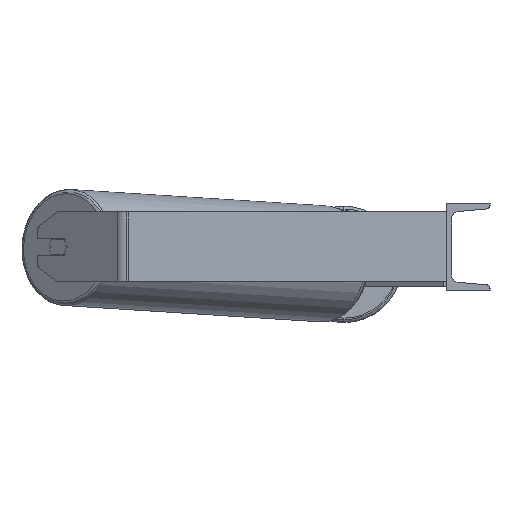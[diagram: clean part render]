
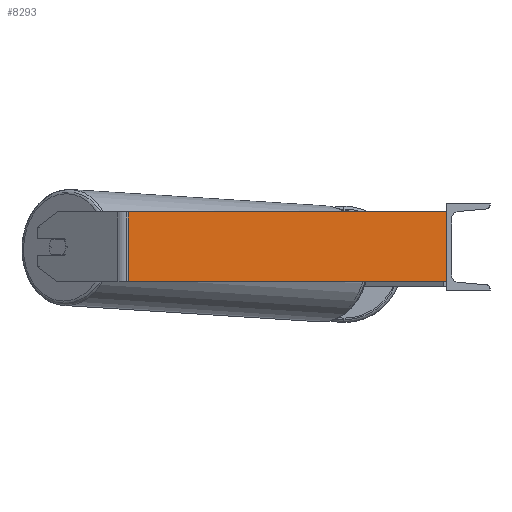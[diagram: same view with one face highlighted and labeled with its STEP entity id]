
A CAD part, left-side view. The second image highlights one B-rep face of the part: STEP entity #8293.
In plain terms, the highlighted planar face has unit normal (-0.996, -0.087, 0).
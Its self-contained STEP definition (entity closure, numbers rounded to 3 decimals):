
#486 = FACE_OUTER_BOUND ( 'NONE', #4083, .T. ) ;
#538 = EDGE_CURVE ( 'NONE', #8810, #4032, #4428, .T. ) ;
#590 = CARTESIAN_POINT ( 'NONE',  ( -716.833, 363.847, 40. ) ) ;
#692 = CARTESIAN_POINT ( 'NONE',  ( -716.833, 363.847, -40. ) ) ;
#774 = ORIENTED_EDGE ( 'NONE', *, *, #6944, .F. ) ;
#874 = VECTOR ( 'NONE', #6424, 1000. ) ;
#1234 = CARTESIAN_POINT ( 'NONE',  ( -717.41, 370.45, 40. ) ) ;
#1984 = ORIENTED_EDGE ( 'NONE', *, *, #3701, .T. ) ;
#2418 = CARTESIAN_POINT ( 'NONE',  ( -685., 0., 40. ) ) ;
#2481 = DIRECTION ( 'NONE',  ( 0.087, -0.996, 0. ) ) ;
#2869 = LINE ( 'NONE', #5670, #3781 ) ;
#3047 = CARTESIAN_POINT ( 'NONE',  ( -716.833, 363.847, 40. ) ) ;
#3049 = AXIS2_PLACEMENT_3D ( 'NONE', #1234, #4694, #3307 ) ;
#3245 = EDGE_CURVE ( 'NONE', #7217, #6750, #3666, .T. ) ;
#3307 = DIRECTION ( 'NONE',  ( -0.087, 0.996, 0. ) ) ;
#3666 = LINE ( 'NONE', #2418, #874 ) ;
#3701 = EDGE_CURVE ( 'NONE', #4032, #6750, #6147, .T. ) ;
#3781 = VECTOR ( 'NONE', #6493, 1000. ) ;
#3880 = VECTOR ( 'NONE', #2481, 1000. ) ;
#4032 = VERTEX_POINT ( 'NONE', #692 ) ;
#4039 = PLANE ( 'NONE',  #3049 ) ;
#4083 = EDGE_LOOP ( 'NONE', ( #1984, #5043, #774, #9036 ) ) ;
#4428 = LINE ( 'NONE', #3047, #6226 ) ;
#4694 = DIRECTION ( 'NONE',  ( 0.996, 0.087, 0. ) ) ;
#5043 = ORIENTED_EDGE ( 'NONE', *, *, #3245, .F. ) ;
#5670 = CARTESIAN_POINT ( 'NONE',  ( -717.41, 370.45, 40. ) ) ;
#5680 = CARTESIAN_POINT ( 'NONE',  ( -685., 0., 40. ) ) ;
#5976 = CARTESIAN_POINT ( 'NONE',  ( -717.41, 370.45, -40. ) ) ;
#6147 = LINE ( 'NONE', #5976, #3880 ) ;
#6226 = VECTOR ( 'NONE', #6434, 1000. ) ;
#6424 = DIRECTION ( 'NONE',  ( 0., 0., -1. ) ) ;
#6434 = DIRECTION ( 'NONE',  ( 0., 0., -1. ) ) ;
#6493 = DIRECTION ( 'NONE',  ( 0.087, -0.996, 0. ) ) ;
#6750 = VERTEX_POINT ( 'NONE', #8592 ) ;
#6944 = EDGE_CURVE ( 'NONE', #8810, #7217, #2869, .T. ) ;
#7217 = VERTEX_POINT ( 'NONE', #5680 ) ;
#8293 = ADVANCED_FACE ( 'NONE', ( #486 ), #4039, .F. ) ;
#8592 = CARTESIAN_POINT ( 'NONE',  ( -685., 0., -40. ) ) ;
#8810 = VERTEX_POINT ( 'NONE', #590 ) ;
#9036 = ORIENTED_EDGE ( 'NONE', *, *, #538, .T. ) ;
